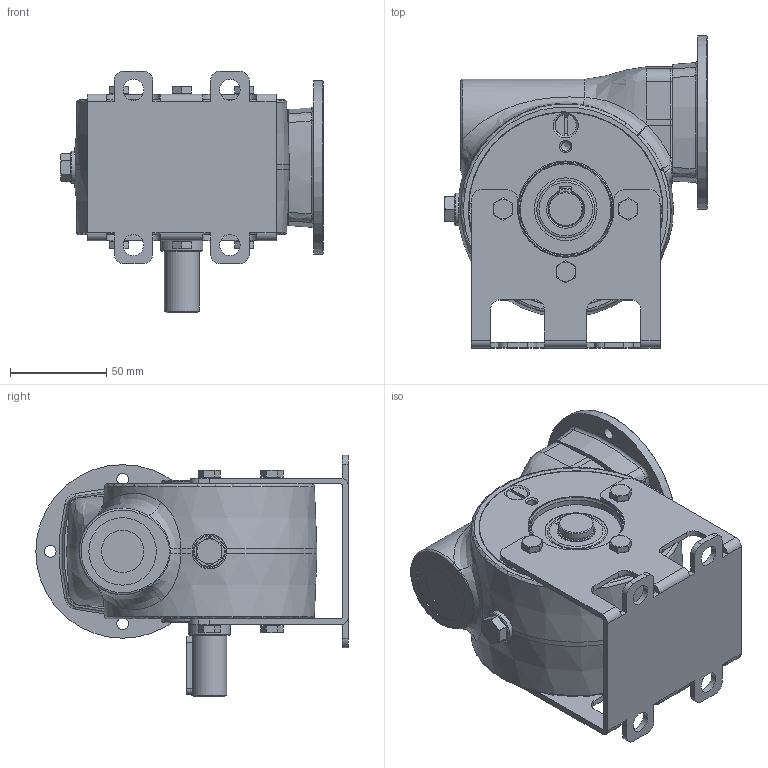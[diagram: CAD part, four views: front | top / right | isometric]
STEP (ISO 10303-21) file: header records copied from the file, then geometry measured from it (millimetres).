
FILE_DESCRIPTION( ( 'Unknown' ), '1' );
FILE_NAME( '6D4C267690268FB5FFF4D4CA42EFDE.3d.stp', 'Unknown', ( 'Unknown' ), ( 'Unknown' ), 'PSStep 10.1', 'Unknown', ' ' );
FILE_SCHEMA( ( 'AUTOMOTIVE_DESIGN { 1 0 10303 214 1 1 1 1 }' ) );
Length unit declared in the file: millimetre
Products named in the file (1): N458800
Bounding box: 136.3 x 162 x 125.5 mm (x, y, z)
Volume: 896821.1 mm3; surface area: 104644.6 mm2
Topology: 1 solids, 22 shells, 637 faces, 1563 edges, 986 vertices
Faces by surface type: plane 271, cylinder 162, cone 118, bspline 51, torus 35
Full cylindrical faces by diameter (mm): 4.917 x13, 6 x14, 6.5 x14, 7 x1, 8.9 x6, 10 x4, 10.5 x4, 16.5 x1, 16.662 x1, 18 x4, 22 x2, 25 x1, 32.5 x2, 35 x1, 40 x1, 47 x2, 90 x1, 101 x1
Entity records: 28494 total; most frequent: CARTESIAN_POINT 9936, DIRECTION 2744, ORIENTED_EDGE 2610, EDGE_CURVE 1305, AXIS2_PLACEMENT_3D 1122, VERTEX_POINT 896, EDGE_LOOP 858, FACE_OUTER_BOUND 730
